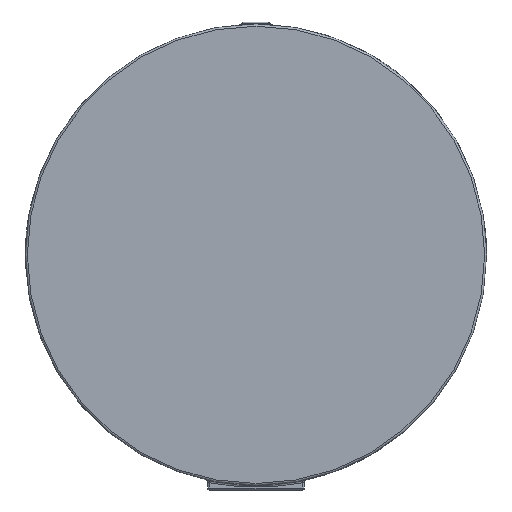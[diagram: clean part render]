
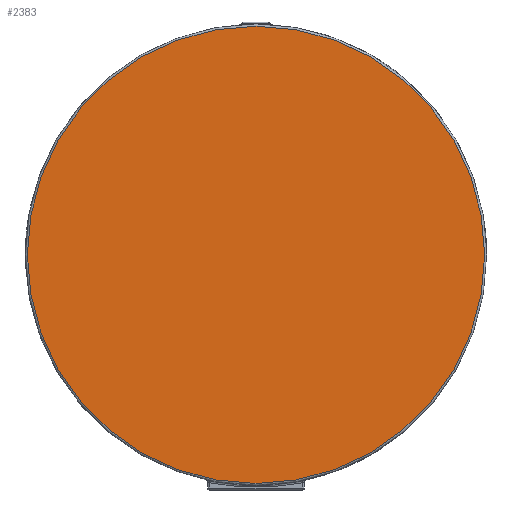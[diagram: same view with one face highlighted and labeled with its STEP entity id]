
A CAD part, front view. The second image highlights one B-rep face of the part: STEP entity #2383.
In plain terms, the highlighted planar face has unit normal (0, -1, 0).
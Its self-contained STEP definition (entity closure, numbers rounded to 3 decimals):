
#159=CIRCLE('',#2642,115.);
#216=PLANE('',#2644);
#349=FACE_OUTER_BOUND('',#517,.T.);
#517=EDGE_LOOP('',(#2119));
#1144=VERTEX_POINT('',#4625);
#1473=EDGE_CURVE('',#1144,#1144,#159,.T.);
#2119=ORIENTED_EDGE('',*,*,#1473,.F.);
#2383=ADVANCED_FACE('',(#349),#216,.T.);
#2642=AXIS2_PLACEMENT_3D('',#4626,#3243,#3244);
#2644=AXIS2_PLACEMENT_3D('',#4628,#3247,#3248);
#3243=DIRECTION('center_axis',(0.,1.,0.));
#3244=DIRECTION('ref_axis',(-1.,0.,0.));
#3247=DIRECTION('center_axis',(0.,-1.,0.));
#3248=DIRECTION('ref_axis',(0.,0.,-1.));
#4625=CARTESIAN_POINT('',(0.,-10.,115.));
#4626=CARTESIAN_POINT('Origin',(0.,-10.,0.));
#4628=CARTESIAN_POINT('Origin',(0.,-10.,0.));
